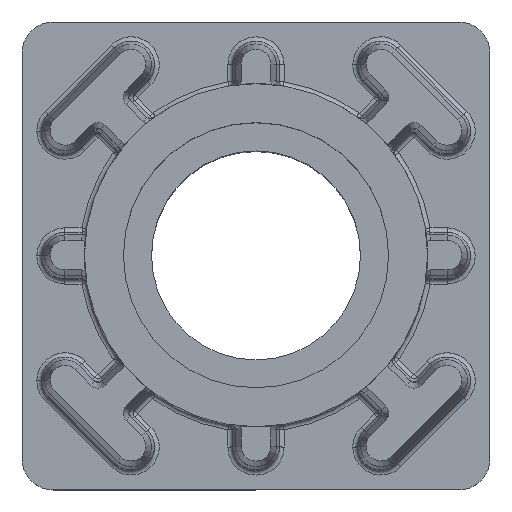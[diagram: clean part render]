
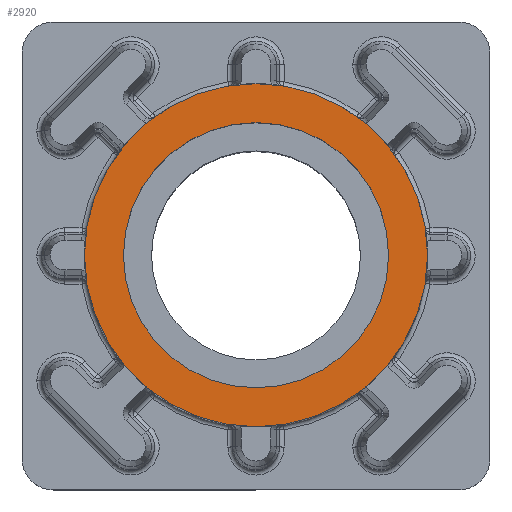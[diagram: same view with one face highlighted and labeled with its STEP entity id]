
A CAD part, top view. The second image highlights one B-rep face of the part: STEP entity #2920.
In plain terms, the highlighted planar face has unit normal (0, 0, 1).
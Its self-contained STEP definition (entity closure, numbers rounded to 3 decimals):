
#448 = AXIS2_PLACEMENT_3D ( 'NONE', #11206, #7599, #2159 ) ;
#1400 = DIRECTION ( 'NONE',  ( 0., 0., 1. ) ) ;
#1570 = VERTEX_POINT ( 'NONE', #11735 ) ;
#1734 = VERTEX_POINT ( 'NONE', #10129 ) ;
#2159 = DIRECTION ( 'NONE',  ( 1., 0., 0. ) ) ;
#2368 = CIRCLE ( 'NONE', #3730, 11. ) ;
#2605 = ORIENTED_EDGE ( 'NONE', *, *, #3594, .F. ) ;
#2906 = DIRECTION ( 'NONE',  ( 0., 0., 1. ) ) ;
#2920 = ADVANCED_FACE ( 'NONE', ( #5908, #3494 ), #5777, .T. ) ;
#2936 = CARTESIAN_POINT ( 'NONE',  ( -11., 0., 33. ) ) ;
#3160 = CARTESIAN_POINT ( 'NONE',  ( 11., 0., 33. ) ) ;
#3494 = FACE_OUTER_BOUND ( 'NONE', #10024, .T. ) ;
#3594 = EDGE_CURVE ( 'NONE', #1570, #1734, #8707, .T. ) ;
#3730 = AXIS2_PLACEMENT_3D ( 'NONE', #6835, #1400, #7733 ) ;
#3912 = EDGE_LOOP ( 'NONE', ( #2605, #7194 ) ) ;
#4202 = VERTEX_POINT ( 'NONE', #2936 ) ;
#4396 = DIRECTION ( 'NONE',  ( 0., 0., 1. ) ) ;
#4652 = CARTESIAN_POINT ( 'NONE',  ( 0., 0., 33. ) ) ;
#5553 = DIRECTION ( 'NONE',  ( 1., 0., 0. ) ) ;
#5777 = PLANE ( 'NONE',  #448 ) ;
#5908 = FACE_BOUND ( 'NONE', #3912, .T. ) ;
#6123 = CIRCLE ( 'NONE', #9305, 11. ) ;
#6555 = EDGE_CURVE ( 'NONE', #4202, #6756, #6123, .T. ) ;
#6756 = VERTEX_POINT ( 'NONE', #3160 ) ;
#6835 = CARTESIAN_POINT ( 'NONE',  ( 0., 0., 33. ) ) ;
#7194 = ORIENTED_EDGE ( 'NONE', *, *, #9755, .F. ) ;
#7599 = DIRECTION ( 'NONE',  ( 0., 0., 1. ) ) ;
#7733 = DIRECTION ( 'NONE',  ( 1., 0., 0. ) ) ;
#7886 = AXIS2_PLACEMENT_3D ( 'NONE', #8345, #2906, #9249 ) ;
#8190 = CIRCLE ( 'NONE', #9769, 8.5 ) ;
#8345 = CARTESIAN_POINT ( 'NONE',  ( 0., 0., 33. ) ) ;
#8671 = ORIENTED_EDGE ( 'NONE', *, *, #9634, .T. ) ;
#8701 = ORIENTED_EDGE ( 'NONE', *, *, #6555, .T. ) ;
#8707 = CIRCLE ( 'NONE', #7886, 8.5 ) ;
#9249 = DIRECTION ( 'NONE',  ( 1., 0., 0. ) ) ;
#9305 = AXIS2_PLACEMENT_3D ( 'NONE', #4652, #10985, #5553 ) ;
#9634 = EDGE_CURVE ( 'NONE', #6756, #4202, #2368, .T. ) ;
#9755 = EDGE_CURVE ( 'NONE', #1734, #1570, #8190, .T. ) ;
#9769 = AXIS2_PLACEMENT_3D ( 'NONE', #9782, #4396, #10719 ) ;
#9782 = CARTESIAN_POINT ( 'NONE',  ( 0., 0., 33. ) ) ;
#10024 = EDGE_LOOP ( 'NONE', ( #8701, #8671 ) ) ;
#10129 = CARTESIAN_POINT ( 'NONE',  ( 8.5, 0., 33. ) ) ;
#10719 = DIRECTION ( 'NONE',  ( 1., 0., 0. ) ) ;
#10985 = DIRECTION ( 'NONE',  ( 0., 0., 1. ) ) ;
#11206 = CARTESIAN_POINT ( 'NONE',  ( 0., 0., 33. ) ) ;
#11735 = CARTESIAN_POINT ( 'NONE',  ( -8.5, 0., 33. ) ) ;
